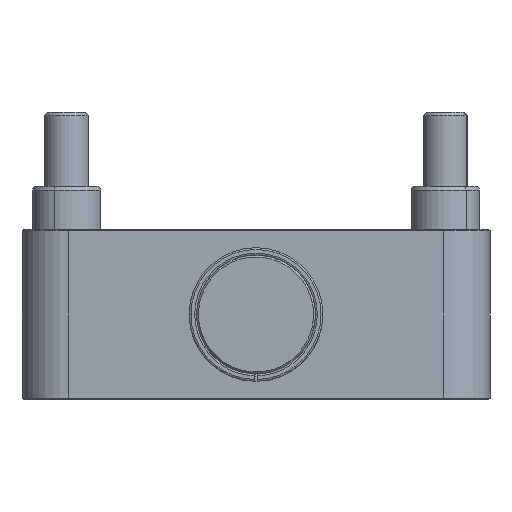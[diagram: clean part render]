
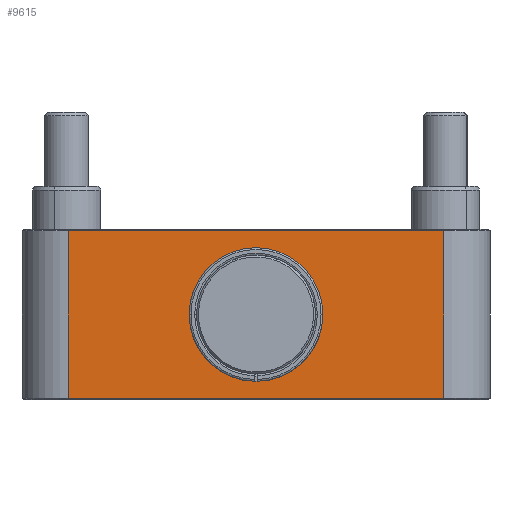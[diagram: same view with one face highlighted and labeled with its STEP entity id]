
A CAD part, front view. The second image highlights one B-rep face of the part: STEP entity #9615.
In plain terms, the highlighted planar face has unit normal (0, -1, 0).
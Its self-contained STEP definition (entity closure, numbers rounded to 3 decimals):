
#167 = DIRECTION ( 'NONE',  ( 0., 0., 1. ) ) ;
#237 = CARTESIAN_POINT ( 'NONE',  ( 50.5, -144., -23. ) ) ;
#916 = DIRECTION ( 'NONE',  ( 0., 0., -1. ) ) ;
#1270 = DIRECTION ( 'NONE',  ( 0., -1., 0. ) ) ;
#1633 = DIRECTION ( 'NONE',  ( 0., 0., -1. ) ) ;
#1892 = ORIENTED_EDGE ( 'NONE', *, *, #8184, .T. ) ;
#1988 = EDGE_CURVE ( 'NONE', #8561, #12718, #5202, .T. ) ;
#2451 = DIRECTION ( 'NONE',  ( 0., 0., -1. ) ) ;
#3408 = ORIENTED_EDGE ( 'NONE', *, *, #14452, .T. ) ;
#3754 = LINE ( 'NONE', #14434, #8398 ) ;
#3802 = CARTESIAN_POINT ( 'NONE',  ( -50.5, -144., 22.5 ) ) ;
#4026 = LINE ( 'NONE', #8578, #12057 ) ;
#4928 = LINE ( 'NONE', #11686, #6538 ) ;
#4981 = ORIENTED_EDGE ( 'NONE', *, *, #1988, .F. ) ;
#5184 = CIRCLE ( 'NONE', #7776, 18. ) ;
#5202 = CIRCLE ( 'NONE', #9674, 18. ) ;
#5348 = CARTESIAN_POINT ( 'NONE',  ( 50.5, -144., 22.5 ) ) ;
#5588 = DIRECTION ( 'NONE',  ( 0., 0., -1. ) ) ;
#5722 = EDGE_CURVE ( 'NONE', #12718, #8561, #5184, .T. ) ;
#6397 = PLANE ( 'NONE',  #13591 ) ;
#6538 = VECTOR ( 'NONE', #1633, 1000. ) ;
#6572 = ORIENTED_EDGE ( 'NONE', *, *, #7433, .T. ) ;
#6694 = DIRECTION ( 'NONE',  ( 0., -1., 0. ) ) ;
#6765 = CARTESIAN_POINT ( 'NONE',  ( 0., -144., 0. ) ) ;
#7168 = VERTEX_POINT ( 'NONE', #10522 ) ;
#7231 = VECTOR ( 'NONE', #167, 1000. ) ;
#7433 = EDGE_CURVE ( 'NONE', #7168, #11153, #13451, .T. ) ;
#7662 = DIRECTION ( 'NONE',  ( 0., -1., 0. ) ) ;
#7776 = AXIS2_PLACEMENT_3D ( 'NONE', #10965, #7662, #916 ) ;
#8184 = EDGE_CURVE ( 'NONE', #13543, #7168, #3754, .T. ) ;
#8398 = VECTOR ( 'NONE', #9957, 1000. ) ;
#8480 = FACE_BOUND ( 'NONE', #13028, .T. ) ;
#8521 = ORIENTED_EDGE ( 'NONE', *, *, #10937, .T. ) ;
#8561 = VERTEX_POINT ( 'NONE', #12335 ) ;
#8578 = CARTESIAN_POINT ( 'NONE',  ( -63., -144., 22.5 ) ) ;
#9133 = CARTESIAN_POINT ( 'NONE',  ( -63., -144., -23. ) ) ;
#9615 = ADVANCED_FACE ( 'NONE', ( #8480, #14261 ), #6397, .T. ) ;
#9674 = AXIS2_PLACEMENT_3D ( 'NONE', #6765, #6694, #2451 ) ;
#9957 = DIRECTION ( 'NONE',  ( 1., 0., 0. ) ) ;
#10194 = VERTEX_POINT ( 'NONE', #3802 ) ;
#10522 = CARTESIAN_POINT ( 'NONE',  ( 50.5, -144., -22.5 ) ) ;
#10739 = CARTESIAN_POINT ( 'NONE',  ( -50.5, -144., -22.5 ) ) ;
#10937 = EDGE_CURVE ( 'NONE', #10194, #13543, #4928, .T. ) ;
#10965 = CARTESIAN_POINT ( 'NONE',  ( 0., -144., 0. ) ) ;
#11153 = VERTEX_POINT ( 'NONE', #5348 ) ;
#11320 = CARTESIAN_POINT ( 'NONE',  ( 0., -144., -18. ) ) ;
#11686 = CARTESIAN_POINT ( 'NONE',  ( -50.5, -144., -23. ) ) ;
#12057 = VECTOR ( 'NONE', #13046, 1000. ) ;
#12335 = CARTESIAN_POINT ( 'NONE',  ( 0., -144., 18. ) ) ;
#12718 = VERTEX_POINT ( 'NONE', #11320 ) ;
#13028 = EDGE_LOOP ( 'NONE', ( #13683, #4981 ) ) ;
#13046 = DIRECTION ( 'NONE',  ( -1., 0., 0. ) ) ;
#13451 = LINE ( 'NONE', #237, #7231 ) ;
#13511 = EDGE_LOOP ( 'NONE', ( #8521, #1892, #6572, #3408 ) ) ;
#13543 = VERTEX_POINT ( 'NONE', #10739 ) ;
#13591 = AXIS2_PLACEMENT_3D ( 'NONE', #9133, #1270, #5588 ) ;
#13683 = ORIENTED_EDGE ( 'NONE', *, *, #5722, .F. ) ;
#14261 = FACE_OUTER_BOUND ( 'NONE', #13511, .T. ) ;
#14434 = CARTESIAN_POINT ( 'NONE',  ( 50.5, -144., -22.5 ) ) ;
#14452 = EDGE_CURVE ( 'NONE', #11153, #10194, #4026, .T. ) ;
